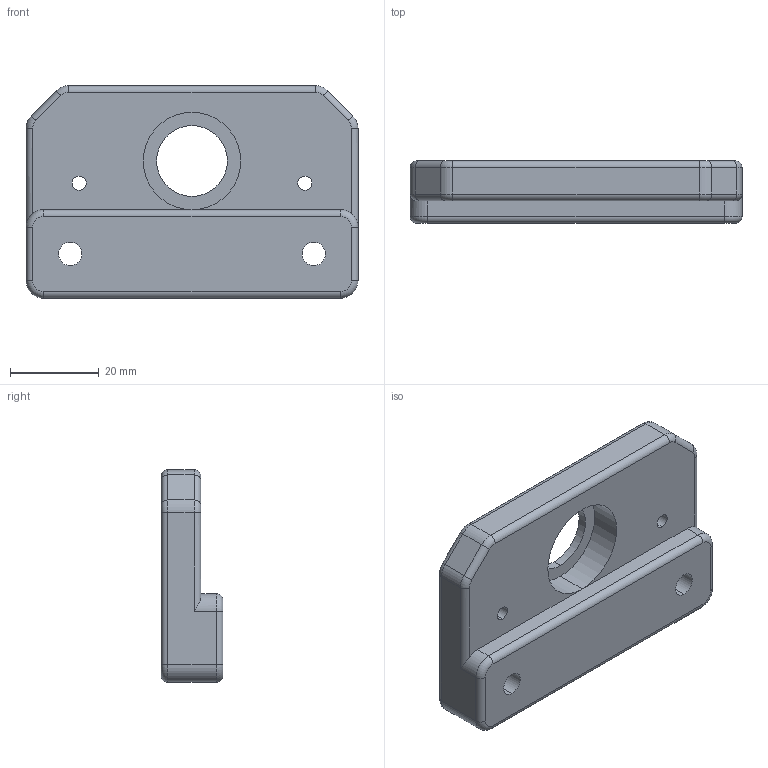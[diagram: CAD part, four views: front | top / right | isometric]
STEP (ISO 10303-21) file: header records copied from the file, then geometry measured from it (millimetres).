
FILE_DESCRIPTION (( 'STEP AP214' ), '1' );
FILE_NAME ('Z608CageTopPlate.STEP', '2025-03-10T06:37:43', ( '' ), ( '' ), 'SwSTEP 2.0', 'SolidWorks 2024', '' );
FILE_SCHEMA (( 'AUTOMOTIVE_DESIGN' ));
Length unit declared in the file: millimetre
Products named in the file (1): Z608CageTopPlate
Bounding box: 75 x 14 x 48 mm (x, y, z)
Volume: 35054 mm3; surface area: 10409.4 mm2
Topology: 1 solids, 1 shells, 64 faces, 152 edges, 90 vertices
Faces by surface type: cylinder 35, torus 14, plane 11, cone 4
Entity records: 2615 total; most frequent: DIRECTION 366, CARTESIAN_POINT 329, ORIENTED_EDGE 304, EDGE_CURVE 152, AXIS2_PLACEMENT_3D 151, VERTEX_POINT 90, CIRCLE 86, EDGE_LOOP 74
